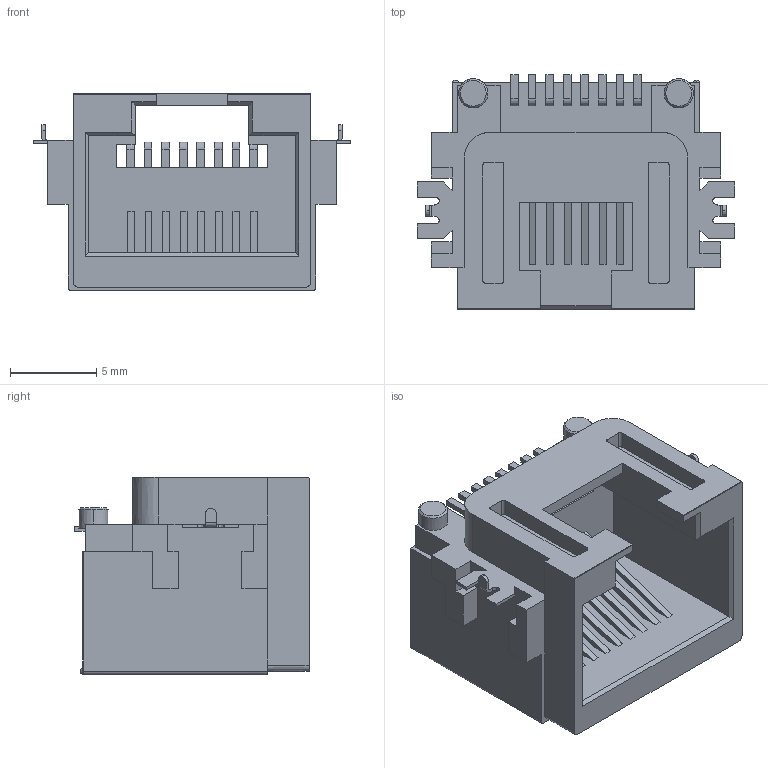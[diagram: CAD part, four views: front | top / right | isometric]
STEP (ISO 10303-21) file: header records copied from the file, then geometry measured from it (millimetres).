
FILE_DESCRIPTION((''),'2;1');
FILE_NAME('RJ45E','2012-09-12T',('Administrator'),(''),'PRO/ENGINEER BY PARAMETRIC TECHNOLOGY CORPORATION, 2011310','PRO/ENGINEER BY PARAMETRIC TECHNOLOGY CORPORATION, 2011310','');
FILE_SCHEMA(('CONFIG_CONTROL_DESIGN'));
Length unit declared in the file: millimetre
Products named in the file (1): RJ45E
Bounding box: 18.44 x 13.6 x 11.45 mm (x, y, z)
Surface area: 1519.6 mm2 (no closed solid volume)
Topology: 0 solids, 0 shells, 266 faces, 1502 edges, 1500 vertices
Faces by surface type: bspline 264, sphere 2
Entity records: 20224 total; most frequent: CARTESIAN_POINT 6149, DIRECTION 2240, TRIMMED_CURVE 2116, VECTOR 1996, LINE 1996, DEFINITIONAL_REPRESENTATION 1496, PCURVE 1496, COMPOSITE_CURVE_SEGMENT 1496
